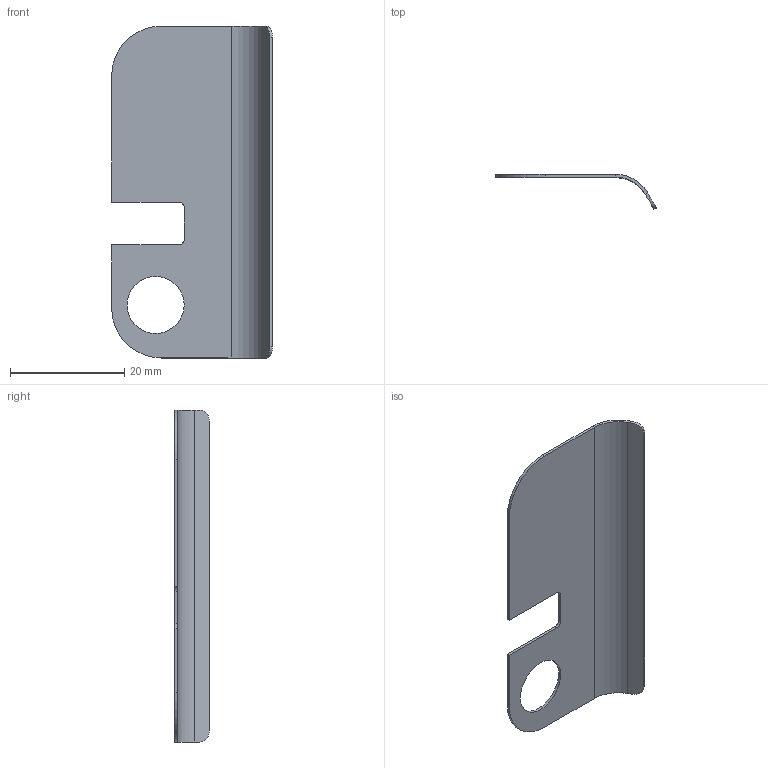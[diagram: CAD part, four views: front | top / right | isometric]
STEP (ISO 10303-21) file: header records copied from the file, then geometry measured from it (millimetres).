
FILE_DESCRIPTION(('produced by SPATIAL CORP'),'2;1');
FILE_NAME( 'rubber_.prt.hh.sat.stp', '2002-04-19T13:52:10+00:00',('SPATIAL CORP'),('SPATIAL CORP'), 'ACIS STEP Husk','http://www.spatial.com','SPATIAL CORP');
FILE_SCHEMA(('CONFIG_CONTROL_DESIGN'));
Length unit declared in the file: millimetre
Products named in the file (1): PRODUCT_ID_1
Bounding box: 28.13 x 6.09 x 58.11 mm (x, y, z)
Volume: 783.7 mm3; surface area: 3246.7 mm2
Topology: 1 solids, 1 shells, 26 faces, 64 edges, 40 vertices
Faces by surface type: plane 16, cylinder 10
Entity records: 853 total; most frequent: DIRECTION 136, CARTESIAN_POINT 130, ORIENTED_EDGE 128, EDGE_CURVE 64, AXIS2_PLACEMENT_3D 46, VECTOR 44, LINE 44, VERTEX_POINT 40
